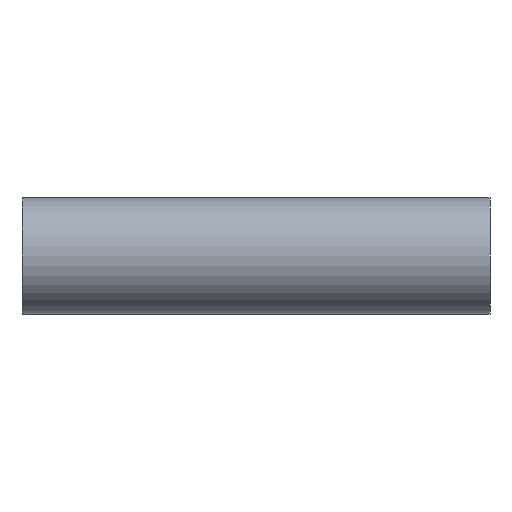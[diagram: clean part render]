
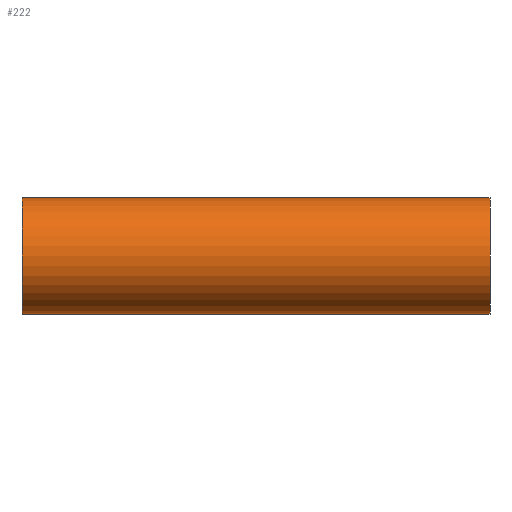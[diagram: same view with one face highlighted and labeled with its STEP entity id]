
A CAD part, left-side view. The second image highlights one B-rep face of the part: STEP entity #222.
In plain terms, the highlighted cylindrical face has radius 31.5 mm (diameter 63 mm), a partial arc.
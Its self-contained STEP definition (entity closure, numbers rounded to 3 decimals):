
#9 = VERTEX_POINT ( 'NONE', #272 ) ;
#19 = DIRECTION ( 'NONE',  ( 0., 0., 1. ) ) ;
#22 = AXIS2_PLACEMENT_3D ( 'NONE', #191, #308, #310 ) ;
#29 = DIRECTION ( 'NONE',  ( 0., 0., 1. ) ) ;
#32 = CARTESIAN_POINT ( 'NONE',  ( 0., 0., -31.5 ) ) ;
#36 = DIRECTION ( 'NONE',  ( 0., -1., 0. ) ) ;
#39 = CARTESIAN_POINT ( 'NONE',  ( 0., 90., -31.5 ) ) ;
#42 = AXIS2_PLACEMENT_3D ( 'NONE', #464, #127, #19 ) ;
#53 = CARTESIAN_POINT ( 'NONE',  ( 0., 254., 31.5 ) ) ;
#71 = EDGE_CURVE ( 'NONE', #102, #101, #372, .T. ) ;
#72 = LINE ( 'NONE', #443, #447 ) ;
#78 = FACE_OUTER_BOUND ( 'NONE', #238, .T. ) ;
#86 = DIRECTION ( 'NONE',  ( 0., -1., 0. ) ) ;
#87 = AXIS2_PLACEMENT_3D ( 'NONE', #331, #479, #29 ) ;
#101 = VERTEX_POINT ( 'NONE', #53 ) ;
#102 = VERTEX_POINT ( 'NONE', #175 ) ;
#103 = EDGE_CURVE ( 'NONE', #138, #473, #321, .T. ) ;
#127 = DIRECTION ( 'NONE',  ( 0., 1., 0. ) ) ;
#129 = EDGE_CURVE ( 'NONE', #101, #9, #134, .T. ) ;
#130 = DIRECTION ( 'NONE',  ( 0., -1., 0. ) ) ;
#134 = LINE ( 'NONE', #436, #195 ) ;
#138 = VERTEX_POINT ( 'NONE', #39 ) ;
#153 = VECTOR ( 'NONE', #86, 1000. ) ;
#160 = CYLINDRICAL_SURFACE ( 'NONE', #22, 31.5 ) ;
#166 = ORIENTED_EDGE ( 'NONE', *, *, #248, .F. ) ;
#170 = VERTEX_POINT ( 'NONE', #380 ) ;
#175 = CARTESIAN_POINT ( 'NONE',  ( 0., 254., -31.5 ) ) ;
#183 = DIRECTION ( 'NONE',  ( 0., -1., 0. ) ) ;
#191 = CARTESIAN_POINT ( 'NONE',  ( 0., 254., 0. ) ) ;
#195 = VECTOR ( 'NONE', #36, 1000. ) ;
#201 = ORIENTED_EDGE ( 'NONE', *, *, #129, .F. ) ;
#206 = VECTOR ( 'NONE', #130, 1000. ) ;
#212 = ORIENTED_EDGE ( 'NONE', *, *, #103, .T. ) ;
#222 = ADVANCED_FACE ( 'NONE', ( #78 ), #160, .T. ) ;
#223 = CIRCLE ( 'NONE', #87, 31.5 ) ;
#238 = EDGE_LOOP ( 'NONE', ( #201, #423, #426, #212, #316, #166 ) ) ;
#248 = EDGE_CURVE ( 'NONE', #9, #170, #340, .T. ) ;
#272 = CARTESIAN_POINT ( 'NONE',  ( 0., 90., 31.5 ) ) ;
#299 = CARTESIAN_POINT ( 'NONE',  ( 0., 254., 31.5 ) ) ;
#308 = DIRECTION ( 'NONE',  ( 0., -1., 0. ) ) ;
#310 = DIRECTION ( 'NONE',  ( 0., 0., -1. ) ) ;
#316 = ORIENTED_EDGE ( 'NONE', *, *, #483, .T. ) ;
#321 = LINE ( 'NONE', #470, #206 ) ;
#331 = CARTESIAN_POINT ( 'NONE',  ( 0., 0., 0. ) ) ;
#340 = LINE ( 'NONE', #299, #153 ) ;
#372 = CIRCLE ( 'NONE', #42, 31.5 ) ;
#380 = CARTESIAN_POINT ( 'NONE',  ( 0., 0., 31.5 ) ) ;
#423 = ORIENTED_EDGE ( 'NONE', *, *, #71, .F. ) ;
#426 = ORIENTED_EDGE ( 'NONE', *, *, #472, .T. ) ;
#436 = CARTESIAN_POINT ( 'NONE',  ( 0., 254., 31.5 ) ) ;
#443 = CARTESIAN_POINT ( 'NONE',  ( 0., 254., -31.5 ) ) ;
#447 = VECTOR ( 'NONE', #183, 1000. ) ;
#464 = CARTESIAN_POINT ( 'NONE',  ( 0., 254., 0. ) ) ;
#470 = CARTESIAN_POINT ( 'NONE',  ( 0., 254., -31.5 ) ) ;
#472 = EDGE_CURVE ( 'NONE', #102, #138, #72, .T. ) ;
#473 = VERTEX_POINT ( 'NONE', #32 ) ;
#479 = DIRECTION ( 'NONE',  ( 0., 1., 0. ) ) ;
#483 = EDGE_CURVE ( 'NONE', #473, #170, #223, .T. ) ;
